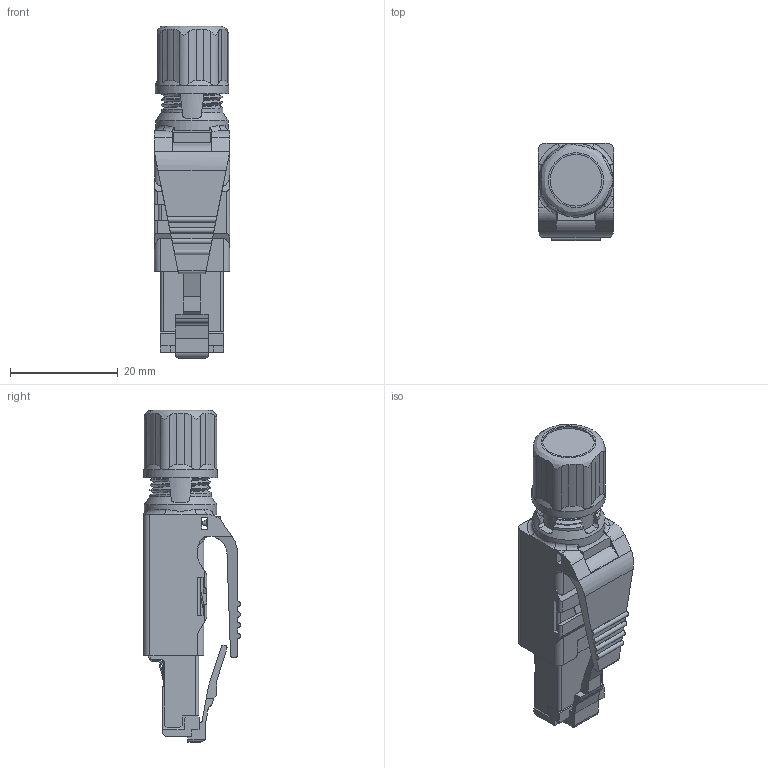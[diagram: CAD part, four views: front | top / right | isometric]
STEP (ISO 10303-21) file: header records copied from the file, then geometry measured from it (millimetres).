
FILE_DESCRIPTION(/* description */ (''),/* implementation_level */ '2;1');
FILE_NAME(/* name */ '100792717ugm000_b.stp',/* time_stamp */ '2019-09-25T09:50:28+02:00',/* author */ (''),/* organization */ (''),/* preprocessor_version */ 'ST-DEVELOPER v16.7',/* originating_system */ 'SIEMENS PLM Software NX 12.0',/* authorisation */ '');
FILE_SCHEMA (('AUTOMOTIVE_DESIGN { 1 0 10303 214 3 1 1 1 }'));
Length unit declared in the file: millimetre
Products named in the file (1): 100792717ugm000_b
Bounding box: 13.97 x 18.01 x 61.64 mm (x, y, z)
Volume: 8321.2 mm3; surface area: 4600.5 mm2
Topology: 1 solids, 1 shells, 558 faces, 1669 edges, 1219 vertices
Faces by surface type: plane 320, cylinder 166, bspline 51, cone 14, torus 4, extrusion 3
Full cylindrical faces by diameter (mm): 0.66 x1, 0.781 x1, 9.6 x1, 13.5 x1, 13.7 x1
Entity records: 30306 total; most frequent: CARTESIAN_POINT 11767, ORIENTED_EDGE 3142, DIRECTION 2633, EDGE_CURVE 1571, VERTEX_POINT 1043, VECTOR 1037, LINE 1034, AXIS2_PLACEMENT_3D 798
